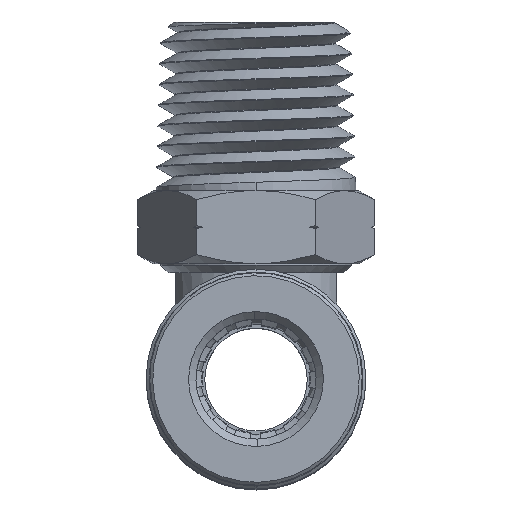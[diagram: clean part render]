
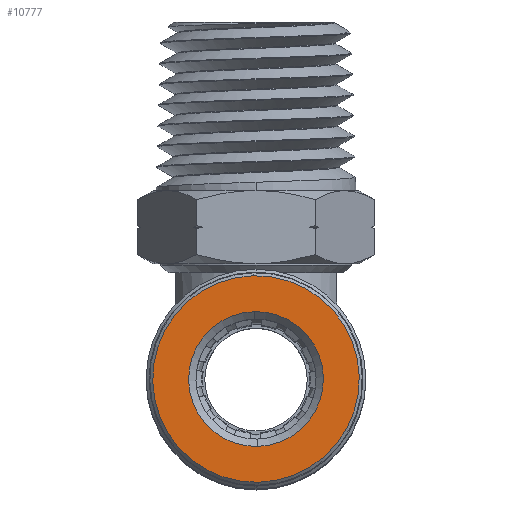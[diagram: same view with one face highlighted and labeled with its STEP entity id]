
A CAD part, top view. The second image highlights one B-rep face of the part: STEP entity #10777.
In plain terms, the highlighted planar face has unit normal (0, 0, 1).
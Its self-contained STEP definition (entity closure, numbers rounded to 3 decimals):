
#4828 = AXIS2_PLACEMENT_3D ( 'NONE', #19900, #45982, #23613 ) ;
#5121 = AXIS2_PLACEMENT_3D ( 'NONE', #13484, #39567, #17241 ) ;
#7568 = AXIS2_PLACEMENT_3D ( 'NONE', #18309, #44380, #22021 ) ;
#7845 = CARTESIAN_POINT ( 'NONE',  ( 0., 0., 16.8 ) ) ;
#7916 = ORIENTED_EDGE ( 'NONE', *, *, #18768, .T. ) ;
#8283 = VERTEX_POINT ( 'NONE', #27761 ) ;
#10777 = ADVANCED_FACE ( 'NONE', ( #38410, #48353 ), #29939, .T. ) ;
#12201 = DIRECTION ( 'NONE',  ( 0.024, -1., 0. ) ) ;
#12946 = EDGE_CURVE ( 'NONE', #30304, #46209, #22421, .T. ) ;
#13484 = CARTESIAN_POINT ( 'NONE',  ( 0., 0., 16.8 ) ) ;
#13770 = EDGE_CURVE ( 'NONE', #25343, #8283, #32189, .T. ) ;
#14742 = ORIENTED_EDGE ( 'NONE', *, *, #25008, .T. ) ;
#15754 = CIRCLE ( 'NONE', #16282, 4.6 ) ;
#16282 = AXIS2_PLACEMENT_3D ( 'NONE', #20458, #46563, #24193 ) ;
#16892 = CIRCLE ( 'NONE', #4828, 7.05 ) ;
#17241 = DIRECTION ( 'NONE',  ( -0.024, 1., 0. ) ) ;
#17573 = EDGE_LOOP ( 'NONE', ( #7916, #34017 ) ) ;
#18054 = CARTESIAN_POINT ( 'NONE',  ( 0.11, -4.599, 16.8 ) ) ;
#18309 = CARTESIAN_POINT ( 'NONE',  ( 0., 0., 16.8 ) ) ;
#18768 = EDGE_CURVE ( 'NONE', #46209, #30304, #15754, .T. ) ;
#19900 = CARTESIAN_POINT ( 'NONE',  ( 0., 0., 16.8 ) ) ;
#20458 = CARTESIAN_POINT ( 'NONE',  ( 0., 0., 16.8 ) ) ;
#22021 = DIRECTION ( 'NONE',  ( 0.024, -1., 0. ) ) ;
#22421 = CIRCLE ( 'NONE', #7568, 4.6 ) ;
#23613 = DIRECTION ( 'NONE',  ( -0.024, 1., 0. ) ) ;
#24193 = DIRECTION ( 'NONE',  ( 0.024, -1., 0. ) ) ;
#25008 = EDGE_CURVE ( 'NONE', #8283, #25343, #16892, .T. ) ;
#25343 = VERTEX_POINT ( 'NONE', #48099 ) ;
#27215 = CARTESIAN_POINT ( 'NONE',  ( -0.11, 4.599, 16.8 ) ) ;
#27761 = CARTESIAN_POINT ( 'NONE',  ( -0.169, 7.048, 16.8 ) ) ;
#29939 = PLANE ( 'NONE',  #33483 ) ;
#30165 = EDGE_LOOP ( 'NONE', ( #14742, #32627 ) ) ;
#30304 = VERTEX_POINT ( 'NONE', #27215 ) ;
#32189 = CIRCLE ( 'NONE', #5121, 7.05 ) ;
#32627 = ORIENTED_EDGE ( 'NONE', *, *, #13770, .T. ) ;
#33483 = AXIS2_PLACEMENT_3D ( 'NONE', #7845, #33913, #12201 ) ;
#33913 = DIRECTION ( 'NONE',  ( 0., 0., 1. ) ) ;
#34017 = ORIENTED_EDGE ( 'NONE', *, *, #12946, .T. ) ;
#38410 = FACE_BOUND ( 'NONE', #17573, .T. ) ;
#39567 = DIRECTION ( 'NONE',  ( 0., 0., 1. ) ) ;
#44380 = DIRECTION ( 'NONE',  ( 0., 0., -1. ) ) ;
#45982 = DIRECTION ( 'NONE',  ( 0., 0., 1. ) ) ;
#46209 = VERTEX_POINT ( 'NONE', #18054 ) ;
#46563 = DIRECTION ( 'NONE',  ( 0., 0., -1. ) ) ;
#48099 = CARTESIAN_POINT ( 'NONE',  ( 0.169, -7.048, 16.8 ) ) ;
#48353 = FACE_OUTER_BOUND ( 'NONE', #30165, .T. ) ;
